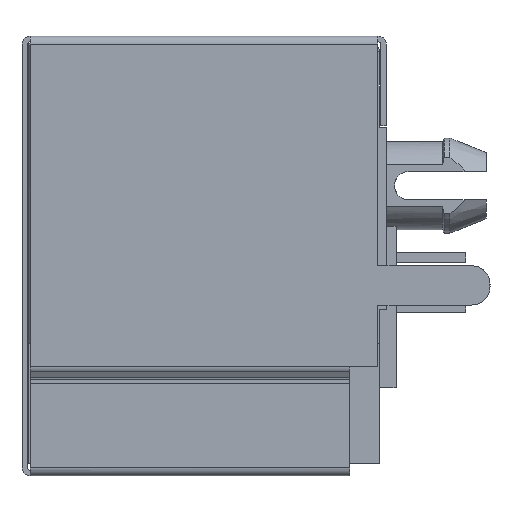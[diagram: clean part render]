
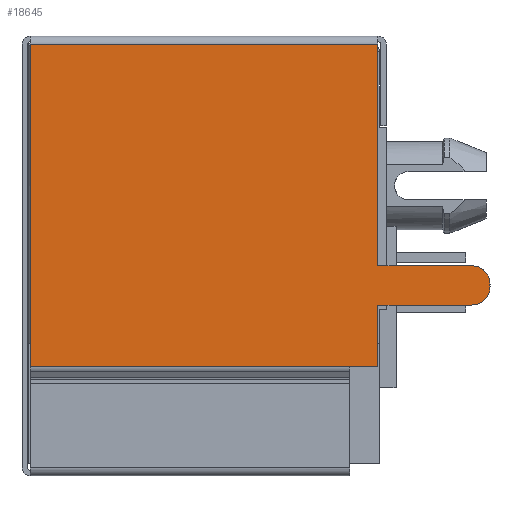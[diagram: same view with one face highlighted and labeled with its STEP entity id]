
A CAD part, left-side view. The second image highlights one B-rep face of the part: STEP entity #18645.
In plain terms, the highlighted planar face has unit normal (-1, 0, 0).
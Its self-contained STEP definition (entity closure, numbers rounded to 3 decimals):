
#18578=AXIS2_PLACEMENT_3D('Plane Axis2P3D',#18575,#18576,#18577) ;
#18591=AXIS2_PLACEMENT_3D('Circle Axis2P3D',#18589,#18590,$) ;
#18629=AXIS2_PLACEMENT_3D('Circle Axis2P3D',#18627,#18628,$) ;
#11995=CARTESIAN_POINT('Vertex',(-9.978,9.438,-11.54)) ;
#11998=CARTESIAN_POINT('Line Origine',(-9.978,9.438,-5.79)) ;
#12002=CARTESIAN_POINT('Vertex',(-9.978,9.438,-0.04)) ;
#14524=CARTESIAN_POINT('Vertex',(-9.978,-2.962,-0.04)) ;
#14527=CARTESIAN_POINT('Line Origine',(-9.978,-2.962,-3.99)) ;
#14531=CARTESIAN_POINT('Vertex',(-9.978,-2.962,-7.94)) ;
#18556=CARTESIAN_POINT('Line Origine',(-9.978,15.64,-11.54)) ;
#18560=CARTESIAN_POINT('Vertex',(-9.978,-1.953,-11.54)) ;
#18575=CARTESIAN_POINT('Axis2P3D Location',(-9.978,9.438,0.06)) ;
#18580=CARTESIAN_POINT('Line Origine',(-9.978,-6.962,-8.64)) ;
#18584=CARTESIAN_POINT('Vertex',(-9.978,-6.962,-8.59)) ;
#18586=CARTESIAN_POINT('Vertex',(-9.978,-6.962,-8.69)) ;
#18589=CARTESIAN_POINT('Axis2P3D Location',(-9.978,-6.312,-8.59)) ;
#18593=CARTESIAN_POINT('Vertex',(-9.978,-6.312,-7.94)) ;
#18596=CARTESIAN_POINT('Line Origine',(-9.978,-4.637,-7.94)) ;
#18601=CARTESIAN_POINT('Line Origine',(-9.978,3.238,-0.04)) ;
#18606=CARTESIAN_POINT('Line Origine',(-9.978,-2.457,-11.54)) ;
#18610=CARTESIAN_POINT('Vertex',(-9.978,-2.962,-11.54)) ;
#18613=CARTESIAN_POINT('Line Origine',(-9.978,-2.962,-10.44)) ;
#18617=CARTESIAN_POINT('Vertex',(-9.978,-2.962,-9.34)) ;
#18620=CARTESIAN_POINT('Line Origine',(-9.978,-4.637,-9.34)) ;
#18624=CARTESIAN_POINT('Vertex',(-9.978,-6.312,-9.34)) ;
#18627=CARTESIAN_POINT('Axis2P3D Location',(-9.978,-6.312,-8.69)) ;
#11999=DIRECTION('Vector Direction',(0.,0.,1.)) ;
#14528=DIRECTION('Vector Direction',(0.,0.,-1.)) ;
#18557=DIRECTION('Vector Direction',(0.,-1.,0.)) ;
#18576=DIRECTION('Axis2P3D Direction',(-1.,0.,0.)) ;
#18577=DIRECTION('Axis2P3D XDirection',(0.,0.,1.)) ;
#18581=DIRECTION('Vector Direction',(0.,0.,-1.)) ;
#18590=DIRECTION('Axis2P3D Direction',(-1.,0.,0.)) ;
#18597=DIRECTION('Vector Direction',(0.,-1.,0.)) ;
#18602=DIRECTION('Vector Direction',(0.,-1.,0.)) ;
#18607=DIRECTION('Vector Direction',(0.,1.,0.)) ;
#18614=DIRECTION('Vector Direction',(0.,0.,-1.)) ;
#18621=DIRECTION('Vector Direction',(0.,1.,0.)) ;
#18628=DIRECTION('Axis2P3D Direction',(-1.,0.,0.)) ;
#12000=VECTOR('Line Direction',#11999,1.) ;
#14529=VECTOR('Line Direction',#14528,1.) ;
#18558=VECTOR('Line Direction',#18557,1.) ;
#18582=VECTOR('Line Direction',#18581,1.) ;
#18598=VECTOR('Line Direction',#18597,1.) ;
#18603=VECTOR('Line Direction',#18602,1.) ;
#18608=VECTOR('Line Direction',#18607,1.) ;
#18615=VECTOR('Line Direction',#18614,1.) ;
#18622=VECTOR('Line Direction',#18621,1.) ;
#18633=ORIENTED_EDGE('',*,*,#18588,.F.) ;
#18634=ORIENTED_EDGE('',*,*,#18595,.T.) ;
#18635=ORIENTED_EDGE('',*,*,#18600,.F.) ;
#18636=ORIENTED_EDGE('',*,*,#14533,.F.) ;
#18637=ORIENTED_EDGE('',*,*,#18605,.F.) ;
#18638=ORIENTED_EDGE('',*,*,#12004,.F.) ;
#18639=ORIENTED_EDGE('',*,*,#18562,.F.) ;
#18640=ORIENTED_EDGE('',*,*,#18612,.F.) ;
#18641=ORIENTED_EDGE('',*,*,#18619,.F.) ;
#18642=ORIENTED_EDGE('',*,*,#18626,.F.) ;
#18643=ORIENTED_EDGE('',*,*,#18631,.T.) ;
#18645=ADVANCED_FACE('MANIFOLD_SOLID_BREP #22642',(#18644),#18579,.T.) ;
#18592=CIRCLE('generated circle',#18591,0.65) ;
#18630=CIRCLE('generated circle',#18629,0.65) ;
#12004=EDGE_CURVE('',#11996,#12003,#12001,.T.) ;
#14533=EDGE_CURVE('',#14525,#14532,#14530,.T.) ;
#18562=EDGE_CURVE('',#18561,#11996,#18559,.F.) ;
#18588=EDGE_CURVE('',#18585,#18587,#18583,.T.) ;
#18595=EDGE_CURVE('',#18585,#18594,#18592,.T.) ;
#18600=EDGE_CURVE('',#14532,#18594,#18599,.T.) ;
#18605=EDGE_CURVE('',#12003,#14525,#18604,.T.) ;
#18612=EDGE_CURVE('',#18611,#18561,#18609,.T.) ;
#18619=EDGE_CURVE('',#18618,#18611,#18616,.T.) ;
#18626=EDGE_CURVE('',#18625,#18618,#18623,.T.) ;
#18631=EDGE_CURVE('',#18625,#18587,#18630,.T.) ;
#18632=EDGE_LOOP('',(#18633,#18634,#18635,#18636,#18637,#18638,#18639,#18640,#18641,#18642,#18643)) ;
#18644=FACE_OUTER_BOUND('',#18632,.T.) ;
#12001=LINE('Line',#11998,#12000) ;
#14530=LINE('Line',#14527,#14529) ;
#18559=LINE('Line',#18556,#18558) ;
#18583=LINE('Line',#18580,#18582) ;
#18599=LINE('Line',#18596,#18598) ;
#18604=LINE('Line',#18601,#18603) ;
#18609=LINE('Line',#18606,#18608) ;
#18616=LINE('Line',#18613,#18615) ;
#18623=LINE('Line',#18620,#18622) ;
#18579=PLANE('',#18578) ;
#11996=VERTEX_POINT('',#11995) ;
#12003=VERTEX_POINT('',#12002) ;
#14525=VERTEX_POINT('',#14524) ;
#14532=VERTEX_POINT('',#14531) ;
#18561=VERTEX_POINT('',#18560) ;
#18585=VERTEX_POINT('',#18584) ;
#18587=VERTEX_POINT('',#18586) ;
#18594=VERTEX_POINT('',#18593) ;
#18611=VERTEX_POINT('',#18610) ;
#18618=VERTEX_POINT('',#18617) ;
#18625=VERTEX_POINT('',#18624) ;
